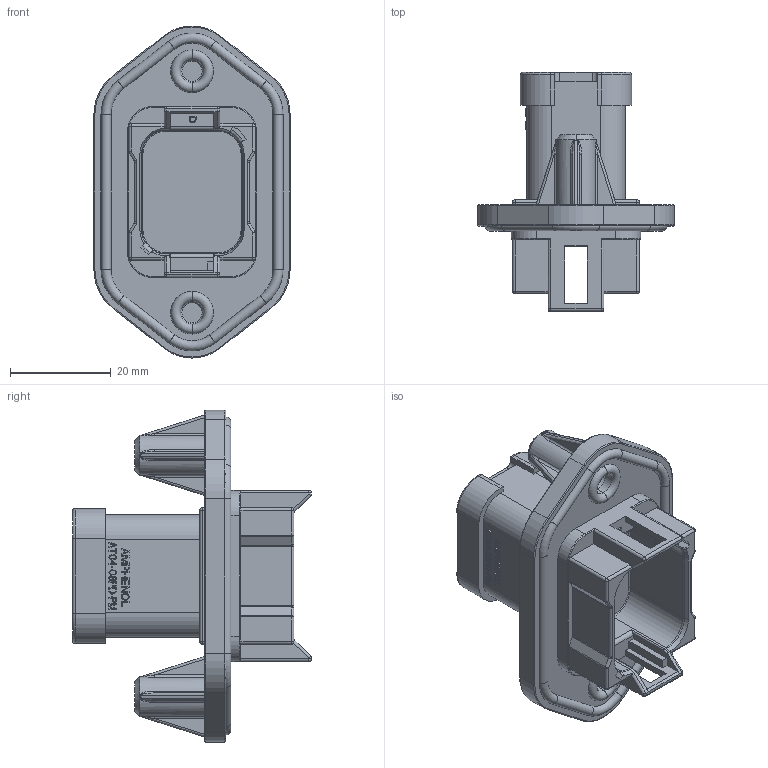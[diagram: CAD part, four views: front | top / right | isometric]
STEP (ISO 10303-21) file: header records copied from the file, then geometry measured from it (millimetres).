
FILE_DESCRIPTION((''),'2;1');
FILE_NAME('PL000308-D','2016-02-26T',('Orion.Li'),(''),'PRO/ENGINEER BY PARAMETRIC TECHNOLOGY CORPORATION, 2013230','PRO/ENGINEER BY PARAMETRIC TECHNOLOGY CORPORATION, 2013230','');
FILE_SCHEMA(('CONFIG_CONTROL_DESIGN'));
Length unit declared in the file: millimetre
Products named in the file (1): PL000308-D
Bounding box: 39 x 47.5 x 66 mm (x, y, z)
Volume: 24805.8 mm3; surface area: 12676.6 mm2
Topology: 1 solids, 1 shells, 1609 faces, 4354 edges, 2843 vertices
Faces by surface type: plane 1223, cylinder 195, bspline 73, torus 69, cone 22, sphere 16, extrusion 11
Entity records: 53937 total; most frequent: CARTESIAN_POINT 13698, ORIENTED_EDGE 8708, DIRECTION 7713, EDGE_CURVE 4354, VECTOR 3557, LINE 3546, VERTEX_POINT 2843, AXIS2_PLACEMENT_3D 2078
